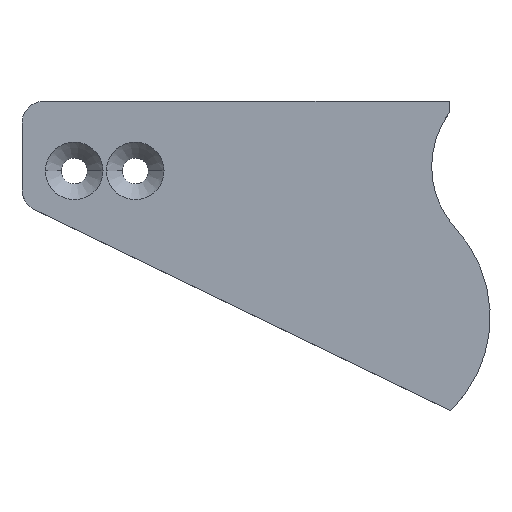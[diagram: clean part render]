
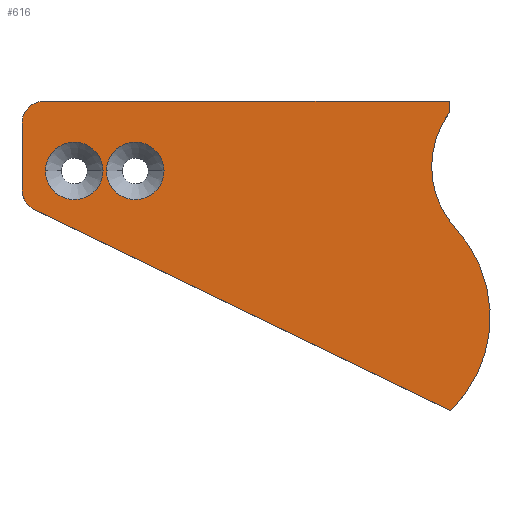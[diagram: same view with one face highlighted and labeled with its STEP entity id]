
A CAD part, top view. The second image highlights one B-rep face of the part: STEP entity #616.
In plain terms, the highlighted planar face has unit normal (0, 0, 1).
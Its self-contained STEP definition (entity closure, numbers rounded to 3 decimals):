
#1 = DIRECTION ( 'NONE',  ( 0., 0., -1. ) ) ;
#6 = EDGE_CURVE ( 'NONE', #429, #280, #560, .T. ) ;
#10 = ORIENTED_EDGE ( 'NONE', *, *, #588, .T. ) ;
#11 = CARTESIAN_POINT ( 'NONE',  ( -17., 12.329, 12. ) ) ;
#20 = CARTESIAN_POINT ( 'NONE',  ( -96.4, -1., 12. ) ) ;
#21 = CARTESIAN_POINT ( 'NONE',  ( -95.6, -1., 12. ) ) ;
#25 = VERTEX_POINT ( 'NONE', #242 ) ;
#30 = CARTESIAN_POINT ( 'NONE',  ( -115., -5.362, 12. ) ) ;
#37 = DIRECTION ( 'NONE',  ( 0., 0., -1. ) ) ;
#44 = CARTESIAN_POINT ( 'NONE',  ( -82.4, -1., 12. ) ) ;
#46 = DIRECTION ( 'NONE',  ( 1., 0., 0. ) ) ;
#51 = DIRECTION ( 'NONE',  ( 0., 0., -1. ) ) ;
#65 = VECTOR ( 'NONE', #121, 1000. ) ;
#71 = EDGE_CURVE ( 'NONE', #200, #103, #97, .T. ) ;
#79 = LINE ( 'NONE', #11, #498 ) ;
#85 = EDGE_CURVE ( 'NONE', #493, #484, #412, .T. ) ;
#87 = EDGE_CURVE ( 'NONE', #610, #240, #166, .T. ) ;
#91 = ORIENTED_EDGE ( 'NONE', *, *, #522, .T. ) ;
#95 = CARTESIAN_POINT ( 'NONE',  ( -103., -1., 12. ) ) ;
#97 = CIRCLE ( 'NONE', #327, 6.6 ) ;
#98 = ORIENTED_EDGE ( 'NONE', *, *, #87, .T. ) ;
#103 = VERTEX_POINT ( 'NONE', #44 ) ;
#109 = DIRECTION ( 'NONE',  ( 0., 1., 0. ) ) ;
#111 = EDGE_LOOP ( 'NONE', ( #447, #217 ) ) ;
#119 = ORIENTED_EDGE ( 'NONE', *, *, #625, .T. ) ;
#121 = DIRECTION ( 'NONE',  ( 0., -1., 0. ) ) ;
#129 = EDGE_CURVE ( 'NONE', #280, #493, #197, .T. ) ;
#137 = AXIS2_PLACEMENT_3D ( 'NONE', #293, #1, #46 ) ;
#147 = AXIS2_PLACEMENT_3D ( 'NONE', #266, #480, #635 ) ;
#149 = DIRECTION ( 'NONE',  ( 1., 0., 0. ) ) ;
#166 = CIRCLE ( 'NONE', #192, 5. ) ;
#170 = EDGE_CURVE ( 'NONE', #379, #610, #305, .T. ) ;
#175 = AXIS2_PLACEMENT_3D ( 'NONE', #468, #511, #196 ) ;
#180 = ORIENTED_EDGE ( 'NONE', *, *, #170, .T. ) ;
#181 = AXIS2_PLACEMENT_3D ( 'NONE', #595, #37, #346 ) ;
#183 = AXIS2_PLACEMENT_3D ( 'NONE', #458, #51, #149 ) ;
#184 = DIRECTION ( 'NONE',  ( 1., 0., 0. ) ) ;
#185 = DIRECTION ( 'NONE',  ( 0., 0., 1. ) ) ;
#189 = CARTESIAN_POINT ( 'NONE',  ( -21., 0., 12. ) ) ;
#192 = AXIS2_PLACEMENT_3D ( 'NONE', #245, #444, #184 ) ;
#193 = DIRECTION ( 'NONE',  ( 1., 0., 0. ) ) ;
#196 = DIRECTION ( 'NONE',  ( 1., 0., 0. ) ) ;
#197 = CIRCLE ( 'NONE', #137, 21. ) ;
#200 = VERTEX_POINT ( 'NONE', #21 ) ;
#202 = CARTESIAN_POINT ( 'NONE',  ( -110., 15., 12. ) ) ;
#214 = CIRCLE ( 'NONE', #236, 5. ) ;
#217 = ORIENTED_EDGE ( 'NONE', *, *, #71, .T. ) ;
#223 = VECTOR ( 'NONE', #605, 1000. ) ;
#229 = FACE_BOUND ( 'NONE', #276, .T. ) ;
#236 = AXIS2_PLACEMENT_3D ( 'NONE', #501, #185, #193 ) ;
#240 = VERTEX_POINT ( 'NONE', #270 ) ;
#242 = CARTESIAN_POINT ( 'NONE',  ( -112.175, -9.865, 12. ) ) ;
#244 = CIRCLE ( 'NONE', #147, 6.6 ) ;
#245 = CARTESIAN_POINT ( 'NONE',  ( -110., 10., 12. ) ) ;
#261 = ORIENTED_EDGE ( 'NONE', *, *, #341, .T. ) ;
#266 = CARTESIAN_POINT ( 'NONE',  ( -89., -1., 12. ) ) ;
#268 = VERTEX_POINT ( 'NONE', #20 ) ;
#270 = CARTESIAN_POINT ( 'NONE',  ( -115., 10., 12. ) ) ;
#276 = EDGE_LOOP ( 'NONE', ( #91, #10 ) ) ;
#280 = VERTEX_POINT ( 'NONE', #377 ) ;
#292 = CARTESIAN_POINT ( 'NONE',  ( -37.567, -34.493, 12. ) ) ;
#293 = CARTESIAN_POINT ( 'NONE',  ( 0., 0., 12. ) ) ;
#305 = LINE ( 'NONE', #486, #576 ) ;
#307 = VERTEX_POINT ( 'NONE', #383 ) ;
#314 = ORIENTED_EDGE ( 'NONE', *, *, #129, .T. ) ;
#317 = EDGE_CURVE ( 'NONE', #103, #200, #244, .T. ) ;
#327 = AXIS2_PLACEMENT_3D ( 'NONE', #448, #451, #505 ) ;
#333 = ORIENTED_EDGE ( 'NONE', *, *, #85, .T. ) ;
#338 = DIRECTION ( 'NONE',  ( -1., 0., 0. ) ) ;
#341 = EDGE_CURVE ( 'NONE', #240, #372, #582, .T. ) ;
#346 = DIRECTION ( 'NONE',  ( 1., 0., 0. ) ) ;
#363 = EDGE_LOOP ( 'NONE', ( #261, #586, #525, #389, #314, #333, #119, #180, #98 ) ) ;
#370 = CIRCLE ( 'NONE', #506, 6.6 ) ;
#372 = VERTEX_POINT ( 'NONE', #30 ) ;
#377 = CARTESIAN_POINT ( 'NONE',  ( -15.469, -14.203, 12. ) ) ;
#379 = VERTEX_POINT ( 'NONE', #495 ) ;
#383 = CARTESIAN_POINT ( 'NONE',  ( -109.6, -1., 12. ) ) ;
#385 = CARTESIAN_POINT ( 'NONE',  ( -16.652, -56., 12. ) ) ;
#389 = ORIENTED_EDGE ( 'NONE', *, *, #6, .T. ) ;
#398 = CARTESIAN_POINT ( 'NONE',  ( -115., -8.5, 12. ) ) ;
#399 = DIRECTION ( 'NONE',  ( 0., 0., 1. ) ) ;
#412 = CIRCLE ( 'NONE', #181, 21. ) ;
#429 = VERTEX_POINT ( 'NONE', #385 ) ;
#432 = FACE_OUTER_BOUND ( 'NONE', #363, .T. ) ;
#437 = AXIS2_PLACEMENT_3D ( 'NONE', #292, #399, #338 ) ;
#444 = DIRECTION ( 'NONE',  ( 0., 0., 1. ) ) ;
#445 = FACE_BOUND ( 'NONE', #111, .T. ) ;
#447 = ORIENTED_EDGE ( 'NONE', *, *, #317, .T. ) ;
#448 = CARTESIAN_POINT ( 'NONE',  ( -89., -1., 12. ) ) ;
#451 = DIRECTION ( 'NONE',  ( 0., 0., -1. ) ) ;
#452 = DIRECTION ( 'NONE',  ( 0., 0., -1. ) ) ;
#458 = CARTESIAN_POINT ( 'NONE',  ( -103., -1., 12. ) ) ;
#468 = CARTESIAN_POINT ( 'NONE',  ( 0., 0., 12. ) ) ;
#478 = DIRECTION ( 'NONE',  ( -1., 0., 0. ) ) ;
#480 = DIRECTION ( 'NONE',  ( 0., 0., -1. ) ) ;
#484 = VERTEX_POINT ( 'NONE', #598 ) ;
#486 = CARTESIAN_POINT ( 'NONE',  ( -17., 15., 12. ) ) ;
#488 = EDGE_CURVE ( 'NONE', #429, #25, #657, .T. ) ;
#493 = VERTEX_POINT ( 'NONE', #189 ) ;
#495 = CARTESIAN_POINT ( 'NONE',  ( -17., 15., 12. ) ) ;
#498 = VECTOR ( 'NONE', #109, 1000. ) ;
#501 = CARTESIAN_POINT ( 'NONE',  ( -110., -5.362, 12. ) ) ;
#505 = DIRECTION ( 'NONE',  ( 1., 0., 0. ) ) ;
#506 = AXIS2_PLACEMENT_3D ( 'NONE', #95, #452, #596 ) ;
#511 = DIRECTION ( 'NONE',  ( 0., 0., 1. ) ) ;
#518 = PLANE ( 'NONE',  #175 ) ;
#519 = EDGE_CURVE ( 'NONE', #372, #25, #214, .T. ) ;
#522 = EDGE_CURVE ( 'NONE', #268, #307, #370, .T. ) ;
#525 = ORIENTED_EDGE ( 'NONE', *, *, #488, .F. ) ;
#530 = CARTESIAN_POINT ( 'NONE',  ( -115., 6.5, 12. ) ) ;
#560 = CIRCLE ( 'NONE', #437, 30. ) ;
#576 = VECTOR ( 'NONE', #478, 1000. ) ;
#582 = LINE ( 'NONE', #530, #65 ) ;
#586 = ORIENTED_EDGE ( 'NONE', *, *, #519, .T. ) ;
#588 = EDGE_CURVE ( 'NONE', #307, #268, #653, .T. ) ;
#595 = CARTESIAN_POINT ( 'NONE',  ( 0., 0., 12. ) ) ;
#596 = DIRECTION ( 'NONE',  ( 1., 0., 0. ) ) ;
#598 = CARTESIAN_POINT ( 'NONE',  ( -17., 12.329, 12. ) ) ;
#605 = DIRECTION ( 'NONE',  ( -0.9, 0.435, 0. ) ) ;
#610 = VERTEX_POINT ( 'NONE', #202 ) ;
#616 = ADVANCED_FACE ( 'NONE', ( #445, #229, #432 ), #518, .T. ) ;
#625 = EDGE_CURVE ( 'NONE', #484, #379, #79, .T. ) ;
#635 = DIRECTION ( 'NONE',  ( 1., 0., 0. ) ) ;
#653 = CIRCLE ( 'NONE', #183, 6.6 ) ;
#657 = LINE ( 'NONE', #398, #223 ) ;
